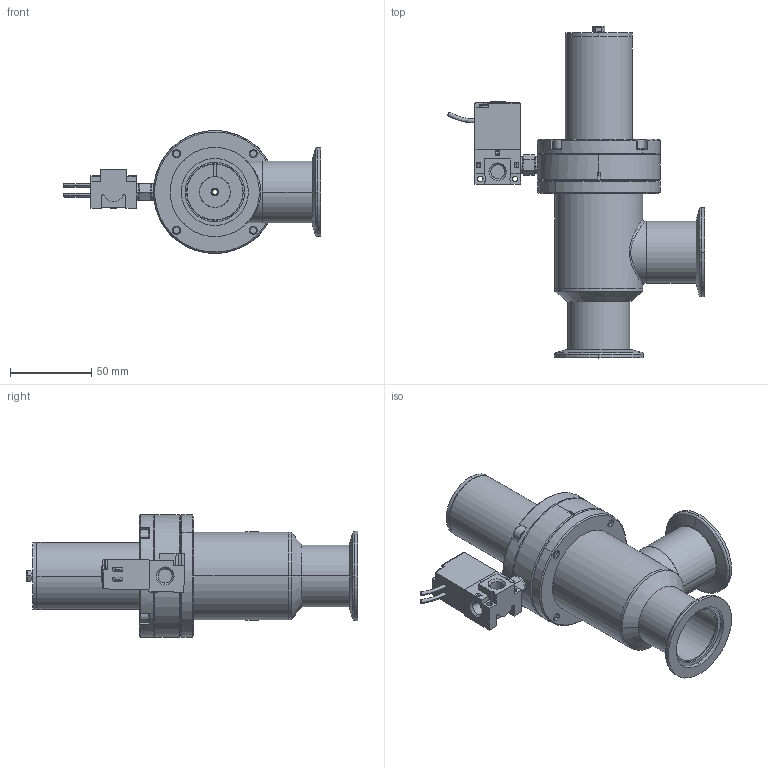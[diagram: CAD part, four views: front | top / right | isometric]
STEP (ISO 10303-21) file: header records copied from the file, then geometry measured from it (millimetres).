
FILE_DESCRIPTION (( 'STEP AP203' ), '1' );
FILE_NAME ('ESVP-S04102.STEP', '2023-06-21T20:29:21', ( '' ), ( '' ), 'SwSTEP 2.0', 'SolidWorks 2020', '' );
FILE_SCHEMA (( 'CONFIG_CONTROL_DESIGN' ));
Length unit declared in the file: inch
Products named in the file (1): ESVP-S04102
Bounding box: 158.16 x 204.14 x 75.56 mm (x, y, z)
Volume: 195288.7 mm3; surface area: 121747.4 mm2
Topology: 20 solids, 20 shells, 1011 faces, 2624 edges, 1697 vertices
Faces by surface type: cylinder 505, plane 279, cone 188, bspline 23, torus 16
Entity records: 40420 total; most frequent: CARTESIAN_POINT 17141, ORIENTED_EDGE 5244, DIRECTION 4546, EDGE_CURVE 2622, AXIS2_PLACEMENT_3D 1698, VERTEX_POINT 1697, VECTOR 1150, LINE 1150
